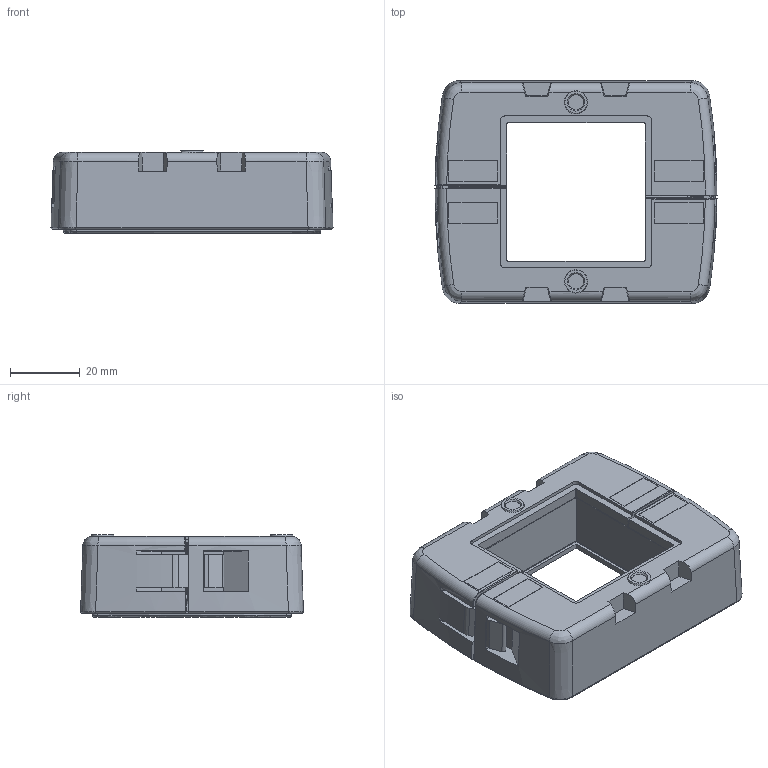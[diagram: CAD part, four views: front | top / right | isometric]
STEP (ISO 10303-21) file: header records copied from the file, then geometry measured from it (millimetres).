
FILE_DESCRIPTION(/* description */ (''),/* implementation_level */ '2;1');
FILE_NAME(/* name */ '28880.4_KDSI-SR_1-4.stp',/* time_stamp */ '2021-05-11T11:21:45+02:00',/* author */ (''),/* organization */ (''),/* preprocessor_version */ 'ST-DEVELOPER v16.7',/* originating_system */ 'SIEMENS PLM Software NX 12.0',/* authorisation */ '');
FILE_SCHEMA (('AUTOMOTIVE_DESIGN { 1 0 10303 214 3 1 1 1 }'));
Length unit declared in the file: millimetre
Products named in the file (3): KDSI-AD_1-4; KDSI-SR_1-4; 28880.4_KDSI-SR_1-4
Assembly tree (3 placements, depth 2):
  28880.4_KDSI-SR_1-4
    KDSI-SR_1-4
    KDSI-AD_1-4  x2
Bounding box: 80.95 x 63.96 x 23.7 mm (x, y, z)
Volume: 56641.5 mm3; surface area: 35121.7 mm2
Topology: 3 solids, 7 shells, 778 faces, 2058 edges, 1304 vertices
Faces by surface type: plane 396, bspline 140, cylinder 127, cone 44, torus 40, extrusion 27, sphere 4
Full cylindrical faces by diameter (mm): 5.5 x4
Entity records: 18445 total; most frequent: CARTESIAN_POINT 6280, ORIENTED_EDGE 2730, DIRECTION 2161, EDGE_CURVE 1365, VERTEX_POINT 869, VECTOR 831, LINE 811, AXIS2_PLACEMENT_3D 665
